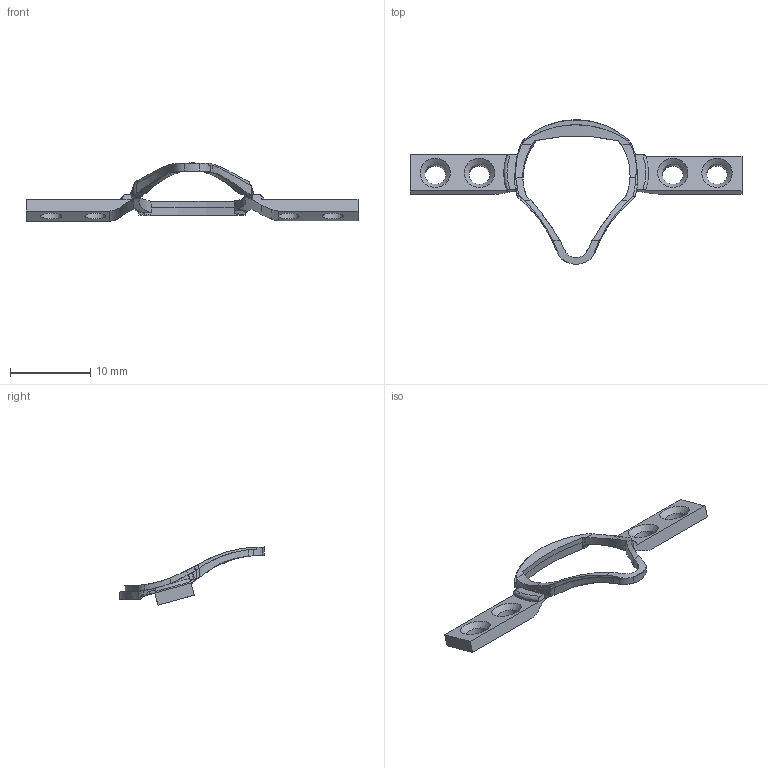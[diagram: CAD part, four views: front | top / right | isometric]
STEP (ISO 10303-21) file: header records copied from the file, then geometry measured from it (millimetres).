
FILE_DESCRIPTION(/* description */ (''),/* implementation_level */ '2;1');
FILE_NAME(/* name */ 'cSkull_small_2.stp',/* time_stamp */ '2019-08-26T16:15:58-07:00',/* author */ ('McCormick Lab'),/* organization */ (''),/* preprocessor_version */ 'ST-DEVELOPER v16.13',/* originating_system */ 'Autodesk Inventor 2018',/* authorisation */ '');
FILE_SCHEMA (('AUTOMOTIVE_DESIGN { 1 0 10303 214 3 1 1 }'));
Length unit declared in the file: millimetre
Products named in the file (1): cSkull_small_2.0
Bounding box: 41.25 x 17.95 x 7.23 mm (x, y, z)
Volume: 205.1 mm3; surface area: 586.2 mm2
Topology: 2 solids, 2 shells, 239 faces, 704 edges, 464 vertices
Faces by surface type: cylinder 176, plane 51, bspline 6, cone 4, torus 2
Full cylindrical faces by diameter (mm): 2.6 x4
Entity records: 8558 total; most frequent: CARTESIAN_POINT 2334, ORIENTED_EDGE 1368, DIRECTION 1248, EDGE_CURVE 682, AXIS2_PLACEMENT_3D 486, VERTEX_POINT 444, LINE 276, VECTOR 276
